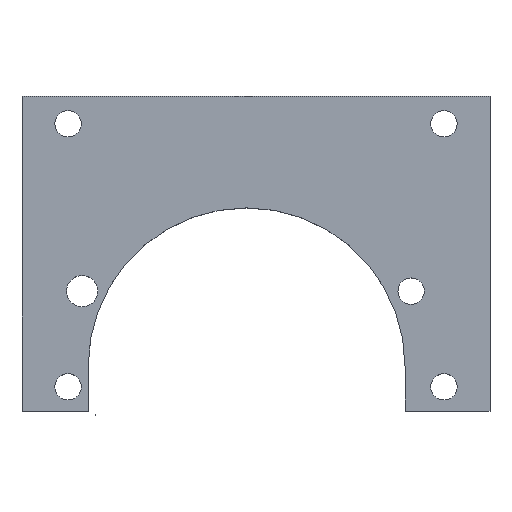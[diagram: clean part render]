
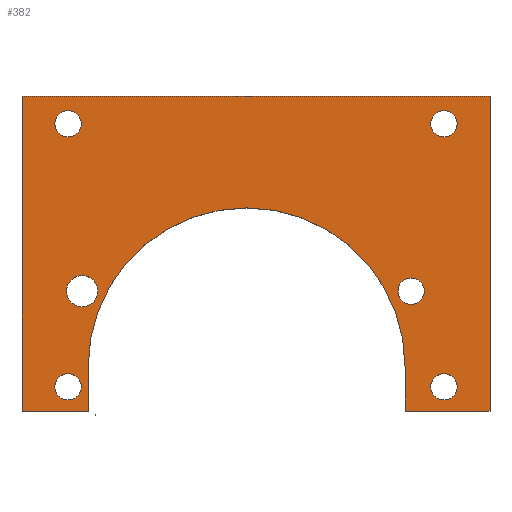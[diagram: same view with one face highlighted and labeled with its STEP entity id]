
A CAD part, top view. The second image highlights one B-rep face of the part: STEP entity #382.
In plain terms, the highlighted planar face has unit normal (0, 0, 1).
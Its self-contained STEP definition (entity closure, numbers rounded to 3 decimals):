
#15=FACE_BOUND('',#80,.T.);
#16=FACE_BOUND('',#81,.T.);
#17=FACE_BOUND('',#82,.T.);
#18=FACE_BOUND('',#83,.T.);
#19=FACE_BOUND('',#84,.T.);
#20=FACE_BOUND('',#85,.T.);
#31=CIRCLE('',#427,16.859);
#32=CIRCLE('',#428,1.4);
#33=CIRCLE('',#429,1.4);
#34=CIRCLE('',#430,1.4);
#35=CIRCLE('',#431,1.4);
#36=CIRCLE('',#432,1.4);
#37=CIRCLE('',#433,1.671);
#58=FACE_OUTER_BOUND('',#79,.T.);
#79=EDGE_LOOP('',(#280,#281,#282,#283,#284,#285,#286,#287));
#80=EDGE_LOOP('',(#288));
#81=EDGE_LOOP('',(#289));
#82=EDGE_LOOP('',(#290));
#83=EDGE_LOOP('',(#291));
#84=EDGE_LOOP('',(#292));
#85=EDGE_LOOP('',(#293));
#114=LINE('',#591,#149);
#115=LINE('',#593,#150);
#116=LINE('',#595,#151);
#117=LINE('',#597,#152);
#118=LINE('',#599,#153);
#119=LINE('',#603,#154);
#120=LINE('',#604,#155);
#149=VECTOR('',#481,10.);
#150=VECTOR('',#482,10.);
#151=VECTOR('',#483,10.);
#152=VECTOR('',#484,10.);
#153=VECTOR('',#485,10.);
#154=VECTOR('',#488,10.);
#155=VECTOR('',#489,10.);
#183=VERTEX_POINT('',#589);
#184=VERTEX_POINT('',#590);
#185=VERTEX_POINT('',#592);
#186=VERTEX_POINT('',#594);
#187=VERTEX_POINT('',#596);
#188=VERTEX_POINT('',#598);
#189=VERTEX_POINT('',#600);
#190=VERTEX_POINT('',#602);
#191=VERTEX_POINT('',#605);
#192=VERTEX_POINT('',#607);
#193=VERTEX_POINT('',#609);
#194=VERTEX_POINT('',#611);
#195=VERTEX_POINT('',#613);
#196=VERTEX_POINT('',#615);
#220=EDGE_CURVE('',#183,#184,#114,.T.);
#221=EDGE_CURVE('',#185,#183,#115,.T.);
#222=EDGE_CURVE('',#186,#185,#116,.T.);
#223=EDGE_CURVE('',#187,#186,#117,.T.);
#224=EDGE_CURVE('',#188,#187,#118,.T.);
#225=EDGE_CURVE('',#189,#188,#31,.T.);
#226=EDGE_CURVE('',#190,#189,#119,.T.);
#227=EDGE_CURVE('',#184,#190,#120,.T.);
#228=EDGE_CURVE('',#191,#191,#32,.T.);
#229=EDGE_CURVE('',#192,#192,#33,.T.);
#230=EDGE_CURVE('',#193,#193,#34,.T.);
#231=EDGE_CURVE('',#194,#194,#35,.T.);
#232=EDGE_CURVE('',#195,#195,#36,.T.);
#233=EDGE_CURVE('',#196,#196,#37,.T.);
#280=ORIENTED_EDGE('',*,*,#220,.F.);
#281=ORIENTED_EDGE('',*,*,#221,.F.);
#282=ORIENTED_EDGE('',*,*,#222,.F.);
#283=ORIENTED_EDGE('',*,*,#223,.F.);
#284=ORIENTED_EDGE('',*,*,#224,.F.);
#285=ORIENTED_EDGE('',*,*,#225,.F.);
#286=ORIENTED_EDGE('',*,*,#226,.F.);
#287=ORIENTED_EDGE('',*,*,#227,.F.);
#288=ORIENTED_EDGE('',*,*,#228,.F.);
#289=ORIENTED_EDGE('',*,*,#229,.F.);
#290=ORIENTED_EDGE('',*,*,#230,.F.);
#291=ORIENTED_EDGE('',*,*,#231,.F.);
#292=ORIENTED_EDGE('',*,*,#232,.F.);
#293=ORIENTED_EDGE('',*,*,#233,.F.);
#368=PLANE('',#426);
#382=ADVANCED_FACE('',(#58,#15,#16,#17,#18,#19,#20),#368,.T.);
#426=AXIS2_PLACEMENT_3D('',#588,#479,#480);
#427=AXIS2_PLACEMENT_3D('',#601,#486,#487);
#428=AXIS2_PLACEMENT_3D('',#606,#490,#491);
#429=AXIS2_PLACEMENT_3D('',#608,#492,#493);
#430=AXIS2_PLACEMENT_3D('',#610,#494,#495);
#431=AXIS2_PLACEMENT_3D('',#612,#496,#497);
#432=AXIS2_PLACEMENT_3D('',#614,#498,#499);
#433=AXIS2_PLACEMENT_3D('',#616,#500,#501);
#479=DIRECTION('center_axis',(0.,0.,
1.));
#480=DIRECTION('ref_axis',(1.,0.,0.));
#481=DIRECTION('',(0.,-1.,0.));
#482=DIRECTION('',(1.,0.,0.));
#483=DIRECTION('',(0.,1.,0.));
#484=DIRECTION('',(-1.,0.,0.));
#485=DIRECTION('',(0.,-1.,0.));
#486=DIRECTION('center_axis',(0.,0.,
1.));
#487=DIRECTION('ref_axis',(1.,0.,0.));
#488=DIRECTION('',(0.,1.,0.));
#489=DIRECTION('',(-1.,0.,0.));
#490=DIRECTION('center_axis',(0.,0.,
1.));
#491=DIRECTION('ref_axis',(-1.,0.,0.));
#492=DIRECTION('center_axis',(0.,0.,
1.));
#493=DIRECTION('ref_axis',(-1.,0.,0.));
#494=DIRECTION('center_axis',(0.,0.,
1.));
#495=DIRECTION('ref_axis',(-1.,0.,0.));
#496=DIRECTION('center_axis',(0.,0.,
1.));
#497=DIRECTION('ref_axis',(-1.,0.,0.));
#498=DIRECTION('center_axis',(0.,0.,
1.));
#499=DIRECTION('ref_axis',(-1.,0.,0.));
#500=DIRECTION('center_axis',(0.,0.,
1.));
#501=DIRECTION('ref_axis',(-1.,0.,0.));
#588=CARTESIAN_POINT('Origin',(0.,-0.075,
5.756));
#589=CARTESIAN_POINT('',(24.9,16.9,5.756));
#590=CARTESIAN_POINT('',(24.9,-16.6,5.756));
#591=CARTESIAN_POINT('',(24.9,-8.337,5.756));
#592=CARTESIAN_POINT('',(-24.9,16.9,5.756));
#593=CARTESIAN_POINT('',(12.45,16.9,5.756));
#594=CARTESIAN_POINT('',(-24.9,-16.6,5.756));
#595=CARTESIAN_POINT('',(-24.9,8.413,5.756));
#596=CARTESIAN_POINT('',(-17.859,-16.6,5.756));
#597=CARTESIAN_POINT('',(-12.45,-16.6,5.756));
#598=CARTESIAN_POINT('',(-17.859,-11.819,5.756));
#599=CARTESIAN_POINT('',(-17.859,-8.337,5.756));
#600=CARTESIAN_POINT('',(15.859,-11.819,5.756));
#601=CARTESIAN_POINT('Origin',(-1.,-11.819,5.756));
#602=CARTESIAN_POINT('',(15.859,-16.6,5.756));
#603=CARTESIAN_POINT('',(15.859,-5.947,5.756));
#604=CARTESIAN_POINT('',(7.929,-16.6,5.756));
#605=CARTESIAN_POINT('',(-18.6,14.,5.756));
#606=CARTESIAN_POINT('Origin',(-20.,14.,5.756));
#607=CARTESIAN_POINT('',(-18.6,-14.,5.756));
#608=CARTESIAN_POINT('Origin',(-20.,-14.,5.756));
#609=CARTESIAN_POINT('',(21.4,-14.,5.756));
#610=CARTESIAN_POINT('Origin',(20.,-14.,5.756));
#611=CARTESIAN_POINT('',(21.4,14.,5.756));
#612=CARTESIAN_POINT('Origin',(20.,14.,5.756));
#613=CARTESIAN_POINT('',(17.9,-3.819,5.756));
#614=CARTESIAN_POINT('Origin',(16.5,-3.819,5.756));
#615=CARTESIAN_POINT('',(-16.829,-3.819,5.756));
#616=CARTESIAN_POINT('Origin',(-18.5,-3.819,5.756));
